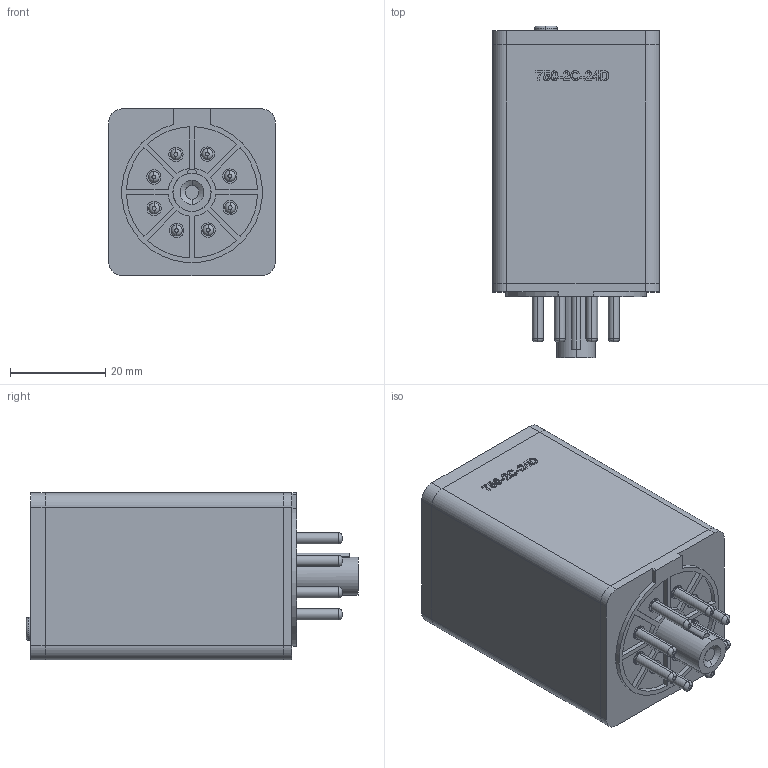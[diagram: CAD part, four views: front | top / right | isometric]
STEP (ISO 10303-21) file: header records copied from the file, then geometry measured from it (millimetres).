
FILE_DESCRIPTION (( 'STEP AP214' ), '1' );
FILE_NAME ('750-2C-24D.STEP', '2013-11-12T16:06:29', ( '' ), ( '' ), 'SwSTEP 2.0', 'SolidWorks 2013', '' );
FILE_SCHEMA (( 'AUTOMOTIVE_DESIGN' ));
Length unit declared in the file: millimetre
Products named in the file (1): 750-2C-24D
Bounding box: 35 x 69.6 x 35.12 mm (x, y, z)
Volume: 67512.2 mm3; surface area: 16450.4 mm2
Topology: 5 solids, 5 shells, 357 faces, 874 edges, 575 vertices
Faces by surface type: plane 190, cylinder 86, bspline 61, torus 18, cone 2
Entity records: 17225 total; most frequent: CARTESIAN_POINT 5268, ORIENTED_EDGE 1748, DIRECTION 1560, EDGE_CURVE 874, VERTEX_POINT 575, LINE 538, VECTOR 538, AXIS2_PLACEMENT_3D 511
